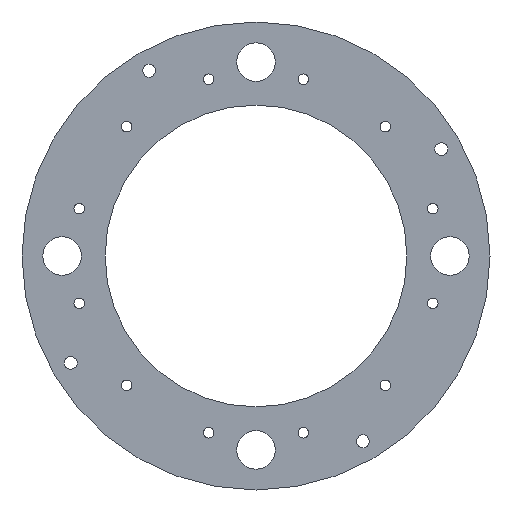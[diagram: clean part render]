
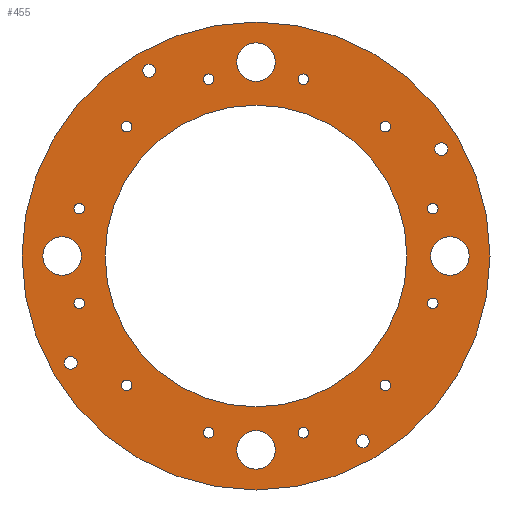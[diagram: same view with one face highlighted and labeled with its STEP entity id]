
A CAD part, front view. The second image highlights one B-rep face of the part: STEP entity #455.
In plain terms, the highlighted planar face has unit normal (0, -1, 0).
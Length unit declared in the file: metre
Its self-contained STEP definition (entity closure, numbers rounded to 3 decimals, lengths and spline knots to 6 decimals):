
#13=PLANE('',#518);
#41=ORIENTED_EDGE('',*,*,#131,.F.);
#42=ORIENTED_EDGE('',*,*,#132,.F.);
#43=ORIENTED_EDGE('',*,*,#133,.F.);
#44=ORIENTED_EDGE('',*,*,#134,.F.);
#45=ORIENTED_EDGE('',*,*,#135,.T.);
#46=ORIENTED_EDGE('',*,*,#136,.T.);
#47=ORIENTED_EDGE('',*,*,#137,.T.);
#48=ORIENTED_EDGE('',*,*,#138,.T.);
#49=ORIENTED_EDGE('',*,*,#139,.T.);
#50=ORIENTED_EDGE('',*,*,#140,.T.);
#51=ORIENTED_EDGE('',*,*,#141,.T.);
#52=ORIENTED_EDGE('',*,*,#142,.T.);
#53=ORIENTED_EDGE('',*,*,#143,.T.);
#54=ORIENTED_EDGE('',*,*,#144,.T.);
#55=ORIENTED_EDGE('',*,*,#145,.T.);
#56=ORIENTED_EDGE('',*,*,#146,.T.);
#57=ORIENTED_EDGE('',*,*,#147,.T.);
#58=ORIENTED_EDGE('',*,*,#148,.T.);
#59=ORIENTED_EDGE('',*,*,#149,.T.);
#60=ORIENTED_EDGE('',*,*,#150,.T.);
#61=ORIENTED_EDGE('',*,*,#108,.F.);
#62=ORIENTED_EDGE('',*,*,#151,.T.);
#108=EDGE_CURVE('',#154,#154,#200,.T.);
#131=EDGE_CURVE('',#177,#177,#223,.T.);
#132=EDGE_CURVE('',#178,#178,#224,.T.);
#133=EDGE_CURVE('',#179,#179,#225,.T.);
#134=EDGE_CURVE('',#180,#180,#226,.T.);
#135=EDGE_CURVE('',#181,#181,#227,.T.);
#136=EDGE_CURVE('',#182,#182,#228,.T.);
#137=EDGE_CURVE('',#183,#183,#229,.T.);
#138=EDGE_CURVE('',#184,#184,#230,.T.);
#139=EDGE_CURVE('',#185,#185,#231,.T.);
#140=EDGE_CURVE('',#186,#186,#232,.T.);
#141=EDGE_CURVE('',#187,#187,#233,.T.);
#142=EDGE_CURVE('',#188,#188,#234,.T.);
#143=EDGE_CURVE('',#189,#189,#235,.T.);
#144=EDGE_CURVE('',#190,#190,#236,.T.);
#145=EDGE_CURVE('',#191,#191,#237,.T.);
#146=EDGE_CURVE('',#192,#192,#238,.T.);
#147=EDGE_CURVE('',#193,#193,#239,.T.);
#148=EDGE_CURVE('',#194,#194,#240,.T.);
#149=EDGE_CURVE('',#195,#195,#241,.T.);
#150=EDGE_CURVE('',#196,#196,#242,.T.);
#151=EDGE_CURVE('',#197,#197,#243,.T.);
#154=VERTEX_POINT('',#714);
#177=VERTEX_POINT('',#763);
#178=VERTEX_POINT('',#765);
#179=VERTEX_POINT('',#767);
#180=VERTEX_POINT('',#769);
#181=VERTEX_POINT('',#771);
#182=VERTEX_POINT('',#773);
#183=VERTEX_POINT('',#775);
#184=VERTEX_POINT('',#777);
#185=VERTEX_POINT('',#779);
#186=VERTEX_POINT('',#781);
#187=VERTEX_POINT('',#783);
#188=VERTEX_POINT('',#785);
#189=VERTEX_POINT('',#787);
#190=VERTEX_POINT('',#789);
#191=VERTEX_POINT('',#791);
#192=VERTEX_POINT('',#793);
#193=VERTEX_POINT('',#795);
#194=VERTEX_POINT('',#797);
#195=VERTEX_POINT('',#799);
#196=VERTEX_POINT('',#801);
#197=VERTEX_POINT('',#803);
#200=CIRCLE('',#493,0.07585);
#223=CIRCLE('',#519,0.002083);
#224=CIRCLE('',#520,0.002083);
#225=CIRCLE('',#521,0.002083);
#226=CIRCLE('',#522,0.002083);
#227=CIRCLE('',#523,0.001727);
#228=CIRCLE('',#524,0.001727);
#229=CIRCLE('',#525,0.001727);
#230=CIRCLE('',#526,0.001727);
#231=CIRCLE('',#527,0.001727);
#232=CIRCLE('',#528,0.001727);
#233=CIRCLE('',#529,0.001727);
#234=CIRCLE('',#530,0.001727);
#235=CIRCLE('',#531,0.001727);
#236=CIRCLE('',#532,0.001727);
#237=CIRCLE('',#533,0.001727);
#238=CIRCLE('',#534,0.001727);
#239=CIRCLE('',#535,0.00625);
#240=CIRCLE('',#536,0.00625);
#241=CIRCLE('',#537,0.00625);
#242=CIRCLE('',#538,0.00625);
#243=CIRCLE('',#539,0.0489);
#271=EDGE_LOOP('',(#41));
#272=EDGE_LOOP('',(#42));
#273=EDGE_LOOP('',(#43));
#274=EDGE_LOOP('',(#44));
#275=EDGE_LOOP('',(#45));
#276=EDGE_LOOP('',(#46));
#277=EDGE_LOOP('',(#47));
#278=EDGE_LOOP('',(#48));
#279=EDGE_LOOP('',(#49));
#280=EDGE_LOOP('',(#50));
#281=EDGE_LOOP('',(#51));
#282=EDGE_LOOP('',(#52));
#283=EDGE_LOOP('',(#53));
#284=EDGE_LOOP('',(#54));
#285=EDGE_LOOP('',(#55));
#286=EDGE_LOOP('',(#56));
#287=EDGE_LOOP('',(#57));
#288=EDGE_LOOP('',(#58));
#289=EDGE_LOOP('',(#59));
#290=EDGE_LOOP('',(#60));
#291=EDGE_LOOP('',(#61));
#292=EDGE_LOOP('',(#62));
#363=FACE_BOUND('',#271,.T.);
#364=FACE_BOUND('',#272,.T.);
#365=FACE_BOUND('',#273,.T.);
#366=FACE_BOUND('',#274,.T.);
#367=FACE_BOUND('',#275,.T.);
#368=FACE_BOUND('',#276,.T.);
#369=FACE_BOUND('',#277,.T.);
#370=FACE_BOUND('',#278,.T.);
#371=FACE_BOUND('',#279,.T.);
#372=FACE_BOUND('',#280,.T.);
#373=FACE_BOUND('',#281,.T.);
#374=FACE_BOUND('',#282,.T.);
#375=FACE_BOUND('',#283,.T.);
#376=FACE_BOUND('',#284,.T.);
#377=FACE_BOUND('',#285,.T.);
#378=FACE_BOUND('',#286,.T.);
#379=FACE_BOUND('',#287,.T.);
#380=FACE_BOUND('',#288,.T.);
#381=FACE_BOUND('',#289,.T.);
#382=FACE_BOUND('',#290,.T.);
#383=FACE_BOUND('',#291,.T.);
#384=FACE_BOUND('',#292,.T.);
#455=ADVANCED_FACE('',(#363,#364,#365,#366,#367,#368,#369,#370,#371,#372,
#373,#374,#375,#376,#377,#378,#379,#380,#381,#382,#383,#384),#13,.F.);
#493=AXIS2_PLACEMENT_3D('',#713,#569,#570);
#518=AXIS2_PLACEMENT_3D('',#761,#619,#620);
#519=AXIS2_PLACEMENT_3D('',#762,#621,#622);
#520=AXIS2_PLACEMENT_3D('',#764,#623,#624);
#521=AXIS2_PLACEMENT_3D('',#766,#625,#626);
#522=AXIS2_PLACEMENT_3D('',#768,#627,#628);
#523=AXIS2_PLACEMENT_3D('',#770,#629,#630);
#524=AXIS2_PLACEMENT_3D('',#772,#631,#632);
#525=AXIS2_PLACEMENT_3D('',#774,#633,#634);
#526=AXIS2_PLACEMENT_3D('',#776,#635,#636);
#527=AXIS2_PLACEMENT_3D('',#778,#637,#638);
#528=AXIS2_PLACEMENT_3D('',#780,#639,#640);
#529=AXIS2_PLACEMENT_3D('',#782,#641,#642);
#530=AXIS2_PLACEMENT_3D('',#784,#643,#644);
#531=AXIS2_PLACEMENT_3D('',#786,#645,#646);
#532=AXIS2_PLACEMENT_3D('',#788,#647,#648);
#533=AXIS2_PLACEMENT_3D('',#790,#649,#650);
#534=AXIS2_PLACEMENT_3D('',#792,#651,#652);
#535=AXIS2_PLACEMENT_3D('',#794,#653,#654);
#536=AXIS2_PLACEMENT_3D('',#796,#655,#656);
#537=AXIS2_PLACEMENT_3D('',#798,#657,#658);
#538=AXIS2_PLACEMENT_3D('',#800,#659,#660);
#539=AXIS2_PLACEMENT_3D('',#802,#661,#662);
#569=DIRECTION('',(0.,1.,0.));
#570=DIRECTION('',(1.,0.,0.));
#619=DIRECTION('',(0.,1.,0.));
#620=DIRECTION('',(1.,0.,0.));
#621=DIRECTION('',(0.,-1.,0.));
#622=DIRECTION('',(-1.,0.,0.));
#623=DIRECTION('',(0.,-1.,0.));
#624=DIRECTION('',(-1.,0.,0.));
#625=DIRECTION('',(0.,-1.,0.));
#626=DIRECTION('',(-1.,0.,0.));
#627=DIRECTION('',(0.,-1.,0.));
#628=DIRECTION('',(-1.,0.,0.));
#629=DIRECTION('',(0.,1.,0.));
#630=DIRECTION('',(1.,0.,0.));
#631=DIRECTION('',(0.,1.,0.));
#632=DIRECTION('',(1.,0.,0.));
#633=DIRECTION('',(0.,1.,0.));
#634=DIRECTION('',(1.,0.,0.));
#635=DIRECTION('',(0.,1.,0.));
#636=DIRECTION('',(1.,0.,0.));
#637=DIRECTION('',(0.,1.,0.));
#638=DIRECTION('',(1.,0.,0.));
#639=DIRECTION('',(0.,1.,0.));
#640=DIRECTION('',(1.,0.,0.));
#641=DIRECTION('',(0.,1.,0.));
#642=DIRECTION('',(1.,0.,0.));
#643=DIRECTION('',(0.,1.,0.));
#644=DIRECTION('',(1.,0.,0.));
#645=DIRECTION('',(0.,1.,0.));
#646=DIRECTION('',(1.,0.,0.));
#647=DIRECTION('',(0.,1.,0.));
#648=DIRECTION('',(1.,0.,0.));
#649=DIRECTION('',(0.,1.,0.));
#650=DIRECTION('',(1.,0.,0.));
#651=DIRECTION('',(0.,1.,0.));
#652=DIRECTION('',(1.,0.,0.));
#653=DIRECTION('',(0.,1.,0.));
#654=DIRECTION('',(1.,0.,0.));
#655=DIRECTION('',(0.,1.,0.));
#656=DIRECTION('',(1.,0.,0.));
#657=DIRECTION('',(0.,1.,0.));
#658=DIRECTION('',(1.,0.,0.));
#659=DIRECTION('',(0.,1.,0.));
#660=DIRECTION('',(1.,0.,0.));
#661=DIRECTION('',(0.,1.,0.));
#662=DIRECTION('',(1.,0.,0.));
#713=CARTESIAN_POINT('',(0.,-0.005,0.));
#714=CARTESIAN_POINT('',(0.07585,-0.005,0.));
#761=CARTESIAN_POINT('',(0.,-0.005,0.));
#762=CARTESIAN_POINT('',(-0.034671,-0.005,0.060052));
#763=CARTESIAN_POINT('',(-0.036754,-0.005,0.060052));
#764=CARTESIAN_POINT('',(0.060052,-0.005,0.034671));
#765=CARTESIAN_POINT('',(0.057969,-0.005,0.034671));
#766=CARTESIAN_POINT('',(0.034671,-0.005,-0.060052));
#767=CARTESIAN_POINT('',(0.032588,-0.005,-0.060052));
#768=CARTESIAN_POINT('',(-0.060052,-0.005,-0.034671));
#769=CARTESIAN_POINT('',(-0.062135,-0.005,-0.034671));
#770=CARTESIAN_POINT('',(-0.015348,-0.005,-0.057279));
#771=CARTESIAN_POINT('',(-0.013621,-0.005,-0.057279));
#772=CARTESIAN_POINT('',(0.015348,-0.005,-0.057279));
#773=CARTESIAN_POINT('',(0.017075,-0.005,-0.057279));
#774=CARTESIAN_POINT('',(0.041931,-0.005,-0.041931));
#775=CARTESIAN_POINT('',(0.043659,-0.005,-0.041931));
#776=CARTESIAN_POINT('',(0.057279,-0.005,-0.015348));
#777=CARTESIAN_POINT('',(0.059007,-0.005,-0.015348));
#778=CARTESIAN_POINT('',(0.057279,-0.005,0.015348));
#779=CARTESIAN_POINT('',(0.059007,-0.005,0.015348));
#780=CARTESIAN_POINT('',(0.041931,-0.005,0.041931));
#781=CARTESIAN_POINT('',(0.043659,-0.005,0.041931));
#782=CARTESIAN_POINT('',(0.015348,-0.005,0.057279));
#783=CARTESIAN_POINT('',(0.017075,-0.005,0.057279));
#784=CARTESIAN_POINT('',(-0.015348,-0.005,0.057279));
#785=CARTESIAN_POINT('',(-0.013621,-0.005,0.057279));
#786=CARTESIAN_POINT('',(-0.041931,-0.005,0.041931));
#787=CARTESIAN_POINT('',(-0.040204,-0.005,0.041931));
#788=CARTESIAN_POINT('',(-0.057279,-0.005,0.015348));
#789=CARTESIAN_POINT('',(-0.055552,-0.005,0.015348));
#790=CARTESIAN_POINT('',(-0.057279,-0.005,-0.015348));
#791=CARTESIAN_POINT('',(-0.055552,-0.005,-0.015348));
#792=CARTESIAN_POINT('',(-0.041931,-0.005,-0.041931));
#793=CARTESIAN_POINT('',(-0.040204,-0.005,-0.041931));
#794=CARTESIAN_POINT('',(0.,-0.005,-0.06285));
#795=CARTESIAN_POINT('',(0.00625,-0.005,-0.06285));
#796=CARTESIAN_POINT('',(0.06285,-0.005,0.));
#797=CARTESIAN_POINT('',(0.0691,-0.005,0.));
#798=CARTESIAN_POINT('',(0.,-0.005,0.06285));
#799=CARTESIAN_POINT('',(0.00625,-0.005,0.06285));
#800=CARTESIAN_POINT('',(-0.06285,-0.005,0.));
#801=CARTESIAN_POINT('',(-0.0566,-0.005,0.));
#802=CARTESIAN_POINT('',(0.,-0.005,0.));
#803=CARTESIAN_POINT('',(0.0489,-0.005,0.));
